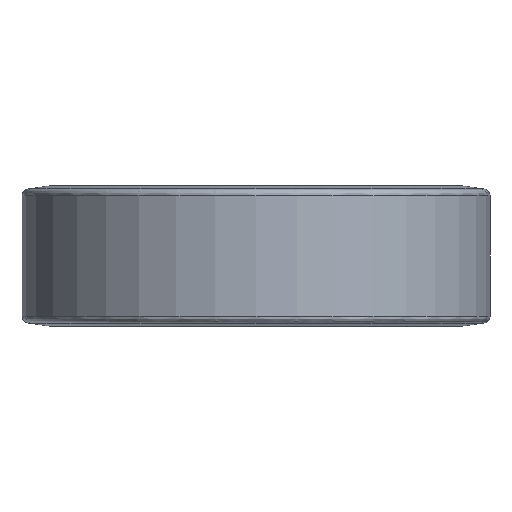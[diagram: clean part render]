
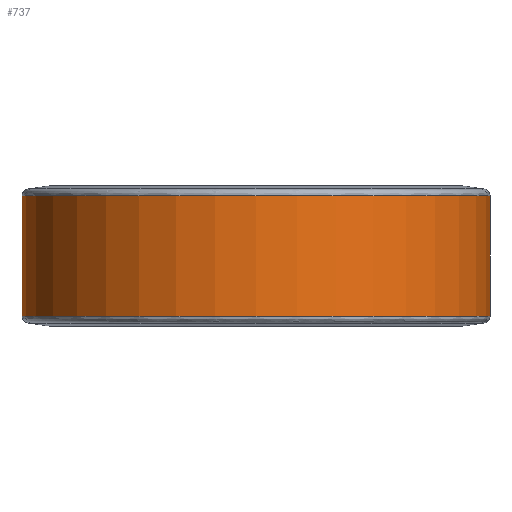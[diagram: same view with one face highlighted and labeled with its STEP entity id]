
A CAD part, front view. The second image highlights one B-rep face of the part: STEP entity #737.
In plain terms, the highlighted cylindrical face has radius 100 mm (diameter 200 mm), a partial arc.
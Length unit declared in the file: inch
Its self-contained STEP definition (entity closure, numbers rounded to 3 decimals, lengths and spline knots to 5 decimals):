
#11 = CYLINDRICAL_SURFACE ( 'NONE', #882, 3.93701 ) ;
#33 = VERTEX_POINT ( 'NONE', #381 ) ;
#61 = AXIS2_PLACEMENT_3D ( 'NONE', #717, #593, #864 ) ;
#98 = CIRCLE ( 'NONE', #666, 3.93701 ) ;
#111 = VERTEX_POINT ( 'NONE', #911 ) ;
#168 = CARTESIAN_POINT ( 'NONE',  ( 3.93701, 0., 2.19314 ) ) ;
#170 = EDGE_CURVE ( 'NONE', #33, #111, #425, .T. ) ;
#172 = CARTESIAN_POINT ( 'NONE',  ( 0., 0., 0. ) ) ;
#175 = EDGE_CURVE ( 'NONE', #33, #185, #719, .T. ) ;
#185 = VERTEX_POINT ( 'NONE', #516 ) ;
#194 = CARTESIAN_POINT ( 'NONE',  ( 3.93701, 0., 0. ) ) ;
#200 = VECTOR ( 'NONE', #492, 39.37008 ) ;
#205 = EDGE_CURVE ( 'NONE', #344, #111, #98, .T. ) ;
#211 = DIRECTION ( 'NONE',  ( 0., 0., -1. ) ) ;
#306 = DIRECTION ( 'NONE',  ( 0., 0., 1. ) ) ;
#315 = DIRECTION ( 'NONE',  ( 1., 0., 0. ) ) ;
#344 = VERTEX_POINT ( 'NONE', #168 ) ;
#372 = CARTESIAN_POINT ( 'NONE',  ( -3.93701, 0., 0. ) ) ;
#381 = CARTESIAN_POINT ( 'NONE',  ( -3.93701, 0., 0.16907 ) ) ;
#425 = LINE ( 'NONE', #372, #805 ) ;
#486 = LINE ( 'NONE', #194, #200 ) ;
#489 = EDGE_CURVE ( 'NONE', #185, #344, #486, .T. ) ;
#492 = DIRECTION ( 'NONE',  ( 0., 0., 1. ) ) ;
#516 = CARTESIAN_POINT ( 'NONE',  ( 3.93701, 0., 0.16907 ) ) ;
#593 = DIRECTION ( 'NONE',  ( 0., 0., 1. ) ) ;
#648 = DIRECTION ( 'NONE',  ( 0., 0., 1. ) ) ;
#666 = AXIS2_PLACEMENT_3D ( 'NONE', #857, #211, #778 ) ;
#682 = EDGE_LOOP ( 'NONE', ( #773, #829, #878, #803 ) ) ;
#717 = CARTESIAN_POINT ( 'NONE',  ( 0., 0., 0.16907 ) ) ;
#719 = CIRCLE ( 'NONE', #61, 3.93701 ) ;
#724 = FACE_OUTER_BOUND ( 'NONE', #682, .T. ) ;
#737 = ADVANCED_FACE ( 'NONE', ( #724 ), #11, .T. ) ;
#773 = ORIENTED_EDGE ( 'NONE', *, *, #170, .F. ) ;
#778 = DIRECTION ( 'NONE',  ( 1., 0., 0. ) ) ;
#803 = ORIENTED_EDGE ( 'NONE', *, *, #205, .T. ) ;
#805 = VECTOR ( 'NONE', #648, 39.37008 ) ;
#829 = ORIENTED_EDGE ( 'NONE', *, *, #175, .T. ) ;
#857 = CARTESIAN_POINT ( 'NONE',  ( 0., 0., 2.19314 ) ) ;
#864 = DIRECTION ( 'NONE',  ( 1., 0., 0. ) ) ;
#878 = ORIENTED_EDGE ( 'NONE', *, *, #489, .T. ) ;
#882 = AXIS2_PLACEMENT_3D ( 'NONE', #172, #306, #315 ) ;
#911 = CARTESIAN_POINT ( 'NONE',  ( -3.93701, 0., 2.19314 ) ) ;
